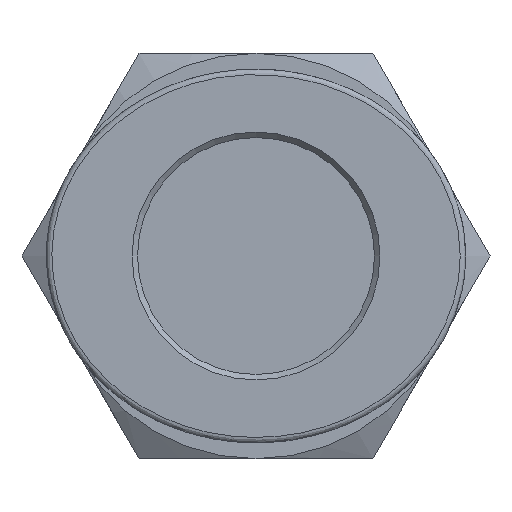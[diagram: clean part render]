
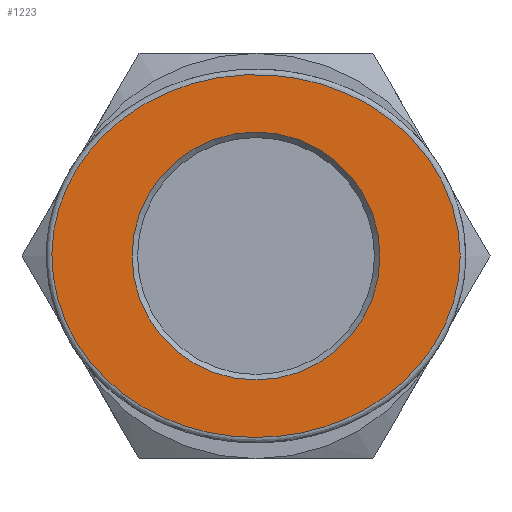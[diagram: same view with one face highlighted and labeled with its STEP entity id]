
A CAD part, left-side view. The second image highlights one B-rep face of the part: STEP entity #1223.
In plain terms, the highlighted face is planar.
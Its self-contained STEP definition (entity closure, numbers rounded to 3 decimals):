
#1181=CARTESIAN_POINT('',(6.8,5.,0.));
#1182=VERTEX_POINT('',#1181);
#1183=CARTESIAN_POINT('',(0.,5.0,0.0));
#1184=DIRECTION('',(0.0,1.0,0.0));
#1185=DIRECTION('',(-1.0,0.0,0.0));
#1186=AXIS2_PLACEMENT_3D('',#1183,#1184,#1185);
#1187=CIRCLE('',#1186,6.8);
#1188=EDGE_CURVE('',#1182,#1182,#1187,.T.);
#1193=CARTESIAN_POINT('',(0.,5.0,0.));
#1194=DIRECTION('',(0.0,-1.0,0.0));
#1195=DIRECTION('',(0.0,0.0,-1.0));
#1196=AXIS2_PLACEMENT_3D('',#1193,#1194,#1195);
#1197=PLANE('',#1196);
#1198=CARTESIAN_POINT('',(11.2,5.,0.));
#1199=VERTEX_POINT('',#1198);
#1200=CARTESIAN_POINT('',(11.201,5.,0.));
#1201=CARTESIAN_POINT('',(11.201,5.,1.58));
#1202=CARTESIAN_POINT('',(10.318,5.,4.741));
#1203=CARTESIAN_POINT('',(5.775,5.,9.406));
#1204=CARTESIAN_POINT('',(-0.931,5.,10.629));
#1205=CARTESIAN_POINT('',(-6.906,5.,8.233));
#1206=CARTESIAN_POINT('',(-10.712,5.,4.355));
#1207=CARTESIAN_POINT('',(-11.642,5.,-0.596));
#1208=CARTESIAN_POINT('',(-9.736,5.,-5.64));
#1209=CARTESIAN_POINT('',(-6.433,5.,-8.538));
#1210=CARTESIAN_POINT('',(-0.366,5.,-10.522));
#1211=CARTESIAN_POINT('',(5.772,5.,-9.409));
#1212=CARTESIAN_POINT('',(10.319,5.,-4.74));
#1213=CARTESIAN_POINT('',(11.201,5.,-1.58));
#1214=CARTESIAN_POINT('',(11.201,5.,0.));
#1215=B_SPLINE_CURVE_WITH_KNOTS('',3,(#1200,#1201,#1202,#1203,#1204,#1205,#1206,#1207,#1208,#1209,#1210,#1211,#1212,#1213,#1214),.UNSPECIFIED.,.T.,.U.,(4,1,1,1,1,1,1,1,1,1,1,1,4),(-3.142,-2.693,-2.244,-1.346,-0.898,-0.449,0.15,0.449,1.047,1.346,2.244,2.693,3.142),.UNSPECIFIED.);
#1216=EDGE_CURVE('',#1199,#1199,#1215,.T.);
#1217=ORIENTED_EDGE('',*,*,#1216,.F.);
#1218=EDGE_LOOP('',(#1217));
#1219=FACE_OUTER_BOUND('',#1218,.T.);
#1220=ORIENTED_EDGE('',*,*,#1188,.F.);
#1221=EDGE_LOOP('',(#1220));
#1222=FACE_BOUND('',#1221,.T.);
#1223=ADVANCED_FACE('',(#1219,#1222),#1197,.F.);
